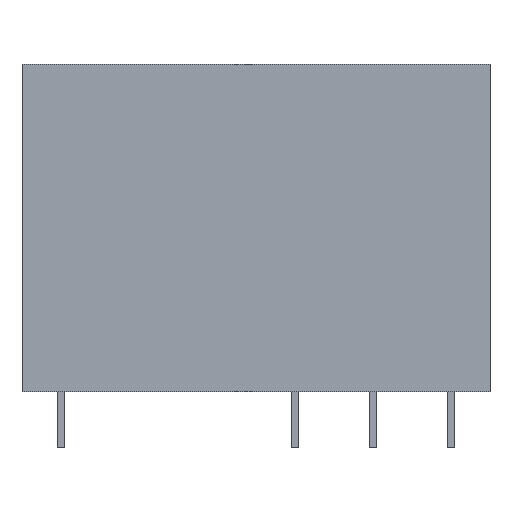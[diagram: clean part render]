
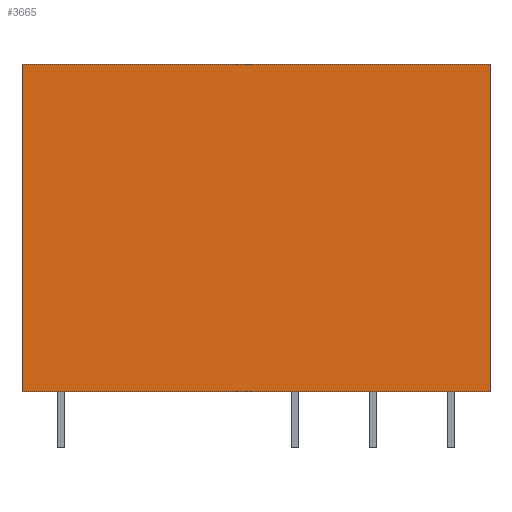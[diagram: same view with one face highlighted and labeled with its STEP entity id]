
A CAD part, front view. The second image highlights one B-rep face of the part: STEP entity #3665.
In plain terms, the highlighted planar face has unit normal (0, -1, 0).
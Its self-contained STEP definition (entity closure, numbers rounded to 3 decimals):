
#184 = CARTESIAN_POINT ( 'NONE',  ( 15., -6.75, 0. ) ) ;
#401 = LINE ( 'NONE', #5690, #2906 ) ;
#552 = CARTESIAN_POINT ( 'NONE',  ( -15., -6.75, 21. ) ) ;
#558 = ORIENTED_EDGE ( 'NONE', *, *, #6493, .F. ) ;
#1047 = DIRECTION ( 'NONE',  ( 0., 0., 1. ) ) ;
#1300 = VECTOR ( 'NONE', #4438, 1000. ) ;
#1312 = CARTESIAN_POINT ( 'NONE',  ( -15., -6.75, 21. ) ) ;
#1528 = PLANE ( 'NONE',  #6146 ) ;
#2395 = EDGE_CURVE ( 'NONE', #4614, #3161, #5376, .T. ) ;
#2498 = LINE ( 'NONE', #5586, #3851 ) ;
#2800 = LINE ( 'NONE', #6436, #1300 ) ;
#2906 = VECTOR ( 'NONE', #4255, 1000. ) ;
#3161 = VERTEX_POINT ( 'NONE', #6198 ) ;
#3162 = EDGE_CURVE ( 'NONE', #6488, #5724, #401, .T. ) ;
#3593 = ORIENTED_EDGE ( 'NONE', *, *, #3162, .F. ) ;
#3665 = ADVANCED_FACE ( 'NONE', ( #4381 ), #1528, .F. ) ;
#3851 = VECTOR ( 'NONE', #4580, 1000. ) ;
#3945 = CARTESIAN_POINT ( 'NONE',  ( 15., -6.75, 21. ) ) ;
#4060 = DIRECTION ( 'NONE',  ( 0., 1., 0. ) ) ;
#4255 = DIRECTION ( 'NONE',  ( 0., 0., -1. ) ) ;
#4321 = DIRECTION ( 'NONE',  ( 0., 0., -1. ) ) ;
#4381 = FACE_OUTER_BOUND ( 'NONE', #4895, .T. ) ;
#4431 = CARTESIAN_POINT ( 'NONE',  ( -15., -6.75, 21. ) ) ;
#4438 = DIRECTION ( 'NONE',  ( 1., 0., 0. ) ) ;
#4580 = DIRECTION ( 'NONE',  ( 1., 0., 0. ) ) ;
#4614 = VERTEX_POINT ( 'NONE', #4431 ) ;
#4895 = EDGE_LOOP ( 'NONE', ( #5879, #3593, #558, #6204 ) ) ;
#5059 = VECTOR ( 'NONE', #4321, 1000. ) ;
#5376 = LINE ( 'NONE', #1312, #5059 ) ;
#5586 = CARTESIAN_POINT ( 'NONE',  ( -15., -6.75, 0. ) ) ;
#5646 = EDGE_CURVE ( 'NONE', #3161, #5724, #2498, .T. ) ;
#5690 = CARTESIAN_POINT ( 'NONE',  ( 15., -6.75, 21. ) ) ;
#5724 = VERTEX_POINT ( 'NONE', #184 ) ;
#5879 = ORIENTED_EDGE ( 'NONE', *, *, #5646, .T. ) ;
#6146 = AXIS2_PLACEMENT_3D ( 'NONE', #552, #4060, #1047 ) ;
#6198 = CARTESIAN_POINT ( 'NONE',  ( -15., -6.75, 0. ) ) ;
#6204 = ORIENTED_EDGE ( 'NONE', *, *, #2395, .T. ) ;
#6436 = CARTESIAN_POINT ( 'NONE',  ( -15., -6.75, 21. ) ) ;
#6488 = VERTEX_POINT ( 'NONE', #3945 ) ;
#6493 = EDGE_CURVE ( 'NONE', #4614, #6488, #2800, .T. ) ;
